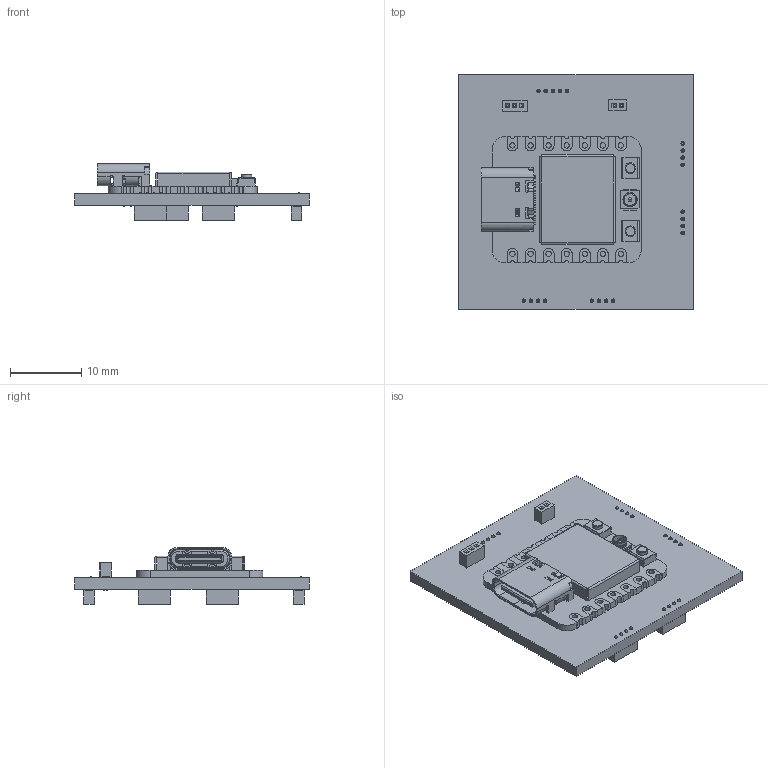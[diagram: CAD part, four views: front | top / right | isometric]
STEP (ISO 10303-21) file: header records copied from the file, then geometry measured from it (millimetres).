
FILE_DESCRIPTION(('KiCad electronic assembly'),'2;1');
FILE_NAME('mcu v7.step','2025-08-31T16:10:28',('Pcbnew'),('Kicad'), 'Open CASCADE STEP processor 7.8','KiCad to STEP converter','Unknown' );
FILE_SCHEMA(('AUTOMOTIVE_DESIGN { 1 0 10303 214 1 1 1 1 }'));
Length unit declared in the file: millimetre
Products named in the file (12): mcu v7 1; XIAO ESP32C3--3DModel-STEP-269445; 113991054; PinSocket_1x02_P1.00mm_Vertical; PinSocket_1x02_P100mm_Vertical; PinSocket_1x03_P1.00mm_Vertical; PinSocket_1x03_P100mm_Vertical; PinSocket_1x05_P1.00mm_Vertical; PinSocket_1x05_P100mm_Vertical; PinSocket_1x04_P1.00mm_Vertical; PinSocket_1x04_P100mm_Vertical; mcu v6_PCB
Assembly tree (14 placements, depth 3):
  mcu v7 1
    XIAO ESP32C3--3DModel-STEP-269445
      113991054
    PinSocket_1x02_P1.00mm_Vertical
      PinSocket_1x02_P100mm_Vertical
    PinSocket_1x03_P1.00mm_Vertical
      PinSocket_1x03_P100mm_Vertical
    PinSocket_1x05_P1.00mm_Vertical
      PinSocket_1x05_P100mm_Vertical
    PinSocket_1x04_P1.00mm_Vertical  x4
      PinSocket_1x04_P100mm_Vertical
    mcu v6_PCB
Bounding box: 33 x 33 x 8.01 mm (x, y, z)
Volume: 2358.5 mm3; surface area: 4878.8 mm2
Topology: 60 solids, 60 shells, 1950 faces, 5070 edges, 3319 vertices
Faces by surface type: plane 1588, cylinder 330, cone 18, bspline 8, torus 4, sphere 2
Full cylindrical faces by diameter (mm): 0.5 x26
Entity records: 51013 total; most frequent: CARTESIAN_POINT 8986, ORIENTED_EDGE 7928, DIRECTION 7598, EDGE_CURVE 3964, LINE 3208, VECTOR 3208, VERTEX_POINT 2599, AXIS2_PLACEMENT_3D 2195
